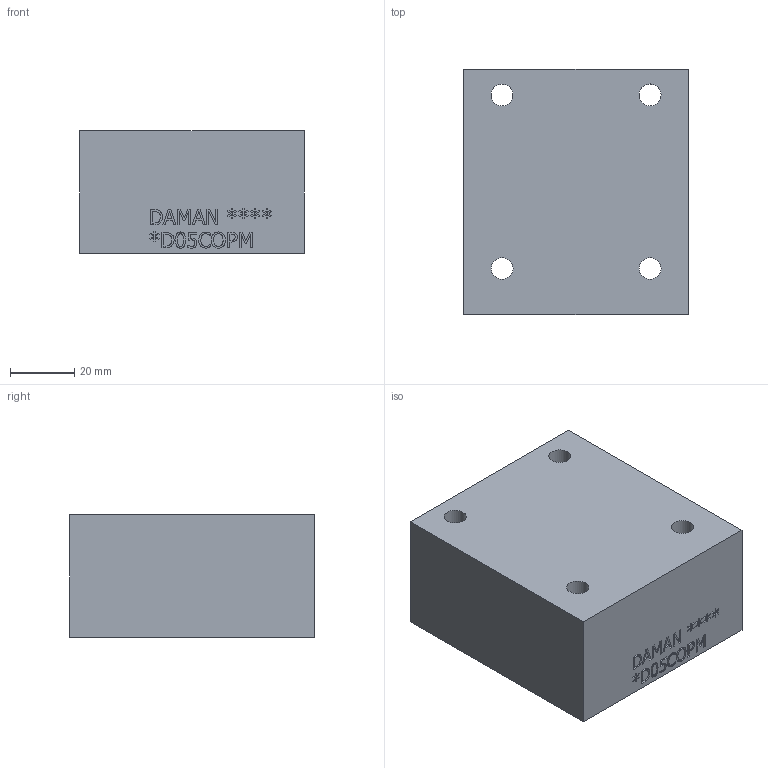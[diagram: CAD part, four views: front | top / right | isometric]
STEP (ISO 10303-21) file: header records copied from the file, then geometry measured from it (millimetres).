
FILE_DESCRIPTION(/* description */ (''),/* implementation_level */ '2;1');
FILE_NAME(/* name */ '_D05COPM.stp',/* time_stamp */ '2021-12-08T08:47:02-05:00',/* author */ ('jrf'),/* organization */ (''),/* preprocessor_version */ 'ST-DEVELOPER v18',/* originating_system */ 'Autodesk Inventor 2020',/* authorisation */ '');
FILE_SCHEMA (('AUTOMOTIVE_DESIGN { 1 0 10303 214 3 1 1 }'));
Length unit declared in the file: inch
Products named in the file (1): _D05COPM
Bounding box: 69.85 x 76.2 x 38.1 mm (x, y, z)
Volume: 188079.8 mm3; surface area: 27205 mm2
Topology: 1 solids, 1 shells, 318 faces, 867 edges, 580 vertices
Faces by surface type: plane 216, bspline 79, cylinder 20, cone 3
Full cylindrical faces by diameter (mm): 6.807 x4, 11.125 x1, 15.875 x1
Entity records: 10710 total; most frequent: CARTESIAN_POINT 2813, ORIENTED_EDGE 1732, DIRECTION 1233, EDGE_CURVE 866, LINE 655, VECTOR 655, VERTEX_POINT 580, EDGE_LOOP 356
